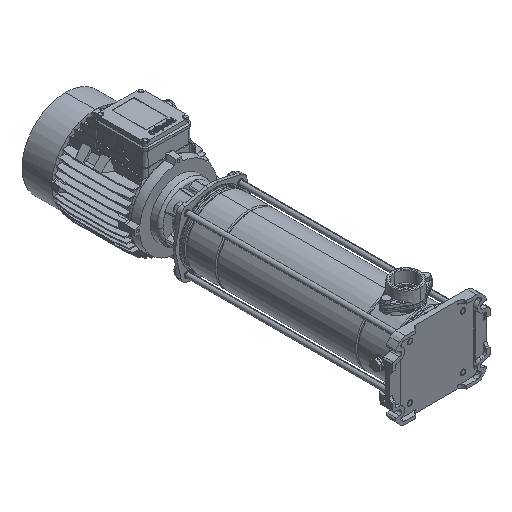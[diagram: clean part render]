
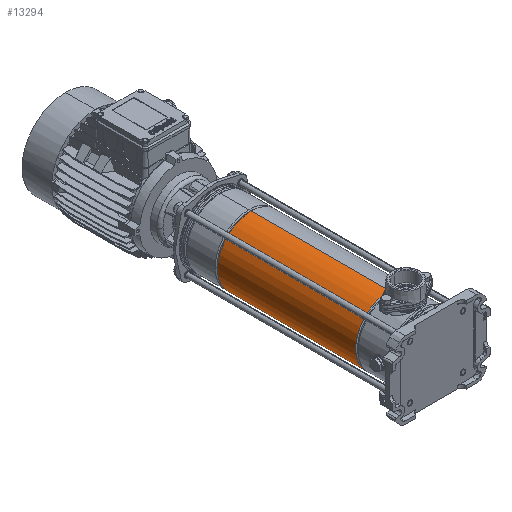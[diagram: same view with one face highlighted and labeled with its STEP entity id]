
A CAD part, isometric view. The second image highlights one B-rep face of the part: STEP entity #13294.
In plain terms, the highlighted cylindrical face has radius 85.9 mm (diameter 171.8 mm), a partial arc.
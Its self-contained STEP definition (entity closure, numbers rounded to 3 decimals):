
#1258 = VECTOR ( 'NONE', #70895, 1000. ) ;
#3041 = DIRECTION ( 'NONE',  ( 0., 0., -1. ) ) ;
#5565 = CARTESIAN_POINT ( 'NONE',  ( 0., 0., 0. ) ) ;
#7786 = CARTESIAN_POINT ( 'NONE',  ( 85.9, 0., 0. ) ) ;
#8125 = CARTESIAN_POINT ( 'NONE',  ( -85.9, 0., 447.103 ) ) ;
#8961 = LINE ( 'NONE', #58450, #67939 ) ;
#10463 = ORIENTED_EDGE ( 'NONE', *, *, #31323, .F. ) ;
#12021 = CIRCLE ( 'NONE', #63923, 85.9 ) ;
#12053 = CIRCLE ( 'NONE', #14360, 85.9 ) ;
#13294 = ADVANCED_FACE ( 'NONE', ( #66509 ), #61339, .T. ) ;
#14360 = AXIS2_PLACEMENT_3D ( 'NONE', #72163, #66609, #48906 ) ;
#15313 = EDGE_LOOP ( 'NONE', ( #31783, #45550, #10463, #67058 ) ) ;
#21030 = CARTESIAN_POINT ( 'NONE',  ( 85.9, 0., 93.897 ) ) ;
#25285 = CARTESIAN_POINT ( 'NONE',  ( -85.9, 0., 93.897 ) ) ;
#25714 = EDGE_CURVE ( 'NONE', #59503, #43626, #64648, .T. ) ;
#28090 = DIRECTION ( 'NONE',  ( -1., 0., 0. ) ) ;
#31019 = CARTESIAN_POINT ( 'NONE',  ( 0., 0., 447.103 ) ) ;
#31323 = EDGE_CURVE ( 'NONE', #33726, #43626, #12053, .T. ) ;
#31783 = ORIENTED_EDGE ( 'NONE', *, *, #65511, .T. ) ;
#33726 = VERTEX_POINT ( 'NONE', #25285 ) ;
#43626 = VERTEX_POINT ( 'NONE', #21030 ) ;
#45550 = ORIENTED_EDGE ( 'NONE', *, *, #25714, .T. ) ;
#48906 = DIRECTION ( 'NONE',  ( -1., 0., 0. ) ) ;
#49907 = DIRECTION ( 'NONE',  ( 0., 0., -1. ) ) ;
#53818 = EDGE_CURVE ( 'NONE', #54244, #33726, #8961, .T. ) ;
#54244 = VERTEX_POINT ( 'NONE', #8125 ) ;
#55824 = AXIS2_PLACEMENT_3D ( 'NONE', #5565, #49907, #28090 ) ;
#58450 = CARTESIAN_POINT ( 'NONE',  ( -85.9, 0., 0. ) ) ;
#59503 = VERTEX_POINT ( 'NONE', #67665 ) ;
#61339 = CYLINDRICAL_SURFACE ( 'NONE', #55824, 85.9 ) ;
#63923 = AXIS2_PLACEMENT_3D ( 'NONE', #31019, #71263, #69783 ) ;
#64648 = LINE ( 'NONE', #7786, #1258 ) ;
#65511 = EDGE_CURVE ( 'NONE', #54244, #59503, #12021, .T. ) ;
#66509 = FACE_OUTER_BOUND ( 'NONE', #15313, .T. ) ;
#66609 = DIRECTION ( 'NONE',  ( 0., 0., -1. ) ) ;
#67058 = ORIENTED_EDGE ( 'NONE', *, *, #53818, .F. ) ;
#67665 = CARTESIAN_POINT ( 'NONE',  ( 85.9, 0., 447.103 ) ) ;
#67939 = VECTOR ( 'NONE', #3041, 1000. ) ;
#69783 = DIRECTION ( 'NONE',  ( -1., 0., 0. ) ) ;
#70895 = DIRECTION ( 'NONE',  ( 0., 0., -1. ) ) ;
#71263 = DIRECTION ( 'NONE',  ( 0., 0., -1. ) ) ;
#72163 = CARTESIAN_POINT ( 'NONE',  ( 0., 0., 93.897 ) ) ;
